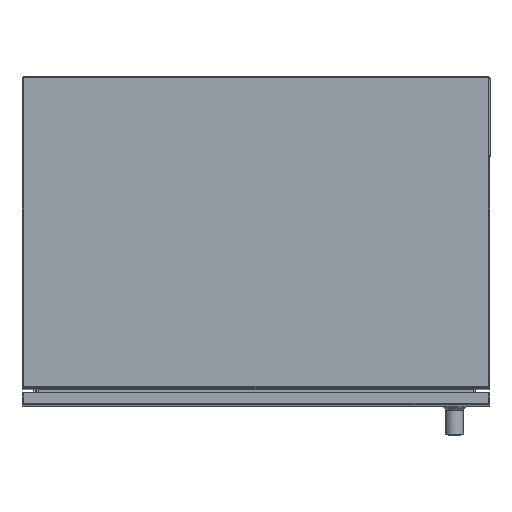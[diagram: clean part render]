
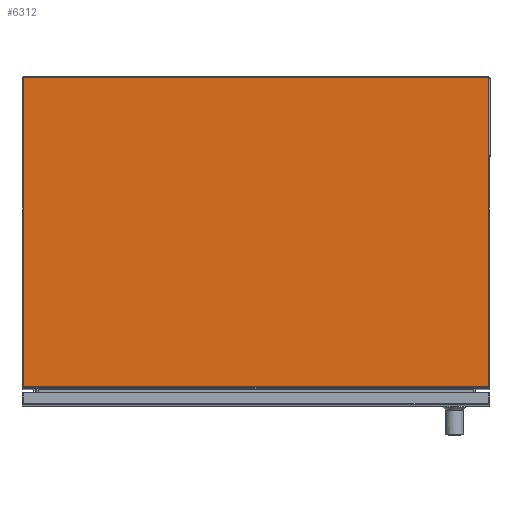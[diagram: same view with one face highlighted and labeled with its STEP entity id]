
A CAD part, top view. The second image highlights one B-rep face of the part: STEP entity #6312.
In plain terms, the highlighted planar face has unit normal (0, 0, 1).
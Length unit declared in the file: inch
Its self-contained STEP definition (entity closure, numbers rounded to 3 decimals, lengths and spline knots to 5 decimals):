
#291 = EDGE_LOOP ( 'NONE', ( #17244, #3739, #28468, #29770 ) ) ;
#1361 = VERTEX_POINT ( 'NONE', #15672 ) ;
#1826 = DIRECTION ( 'NONE',  ( -1., 0., 0. ) ) ;
#1998 = DIRECTION ( 'NONE',  ( 1., 0., 0. ) ) ;
#2203 = CARTESIAN_POINT ( 'NONE',  ( -79.856, -0.072, 21. ) ) ;
#2464 = VECTOR ( 'NONE', #1998, 39.37008 ) ;
#3620 = VECTOR ( 'NONE', #35454, 39.37008 ) ;
#3739 = ORIENTED_EDGE ( 'NONE', *, *, #15152, .T. ) ;
#4038 = CARTESIAN_POINT ( 'NONE',  ( -11.928, -0.072, 21. ) ) ;
#5264 = LINE ( 'NONE', #8313, #2464 ) ;
#5831 = VERTEX_POINT ( 'NONE', #18014 ) ;
#6312 = ADVANCED_FACE ( 'NONE', ( #34901 ), #31860, .T. ) ;
#6474 = CARTESIAN_POINT ( 'NONE',  ( -11.928, -0.072, 21. ) ) ;
#7524 = DIRECTION ( 'NONE',  ( 0., 0., 1. ) ) ;
#8313 = CARTESIAN_POINT ( 'NONE',  ( -79.856, -15.892, 21. ) ) ;
#10004 = DIRECTION ( 'NONE',  ( 0., -1., 0. ) ) ;
#12903 = CARTESIAN_POINT ( 'NONE',  ( 11.928, -0.072, 21. ) ) ;
#13267 = LINE ( 'NONE', #12903, #3620 ) ;
#15152 = EDGE_CURVE ( 'NONE', #1361, #22130, #26910, .T. ) ;
#15672 = CARTESIAN_POINT ( 'NONE',  ( 11.928, -0.072, 21. ) ) ;
#17244 = ORIENTED_EDGE ( 'NONE', *, *, #30616, .T. ) ;
#17564 = DIRECTION ( 'NONE',  ( 0., -1., 0. ) ) ;
#17794 = CARTESIAN_POINT ( 'NONE',  ( -79.856, -0.072, 21. ) ) ;
#18014 = CARTESIAN_POINT ( 'NONE',  ( 11.928, -15.892, 21. ) ) ;
#18669 = EDGE_CURVE ( 'NONE', #22130, #23300, #20789, .T. ) ;
#19759 = VECTOR ( 'NONE', #1826, 39.37008 ) ;
#20789 = LINE ( 'NONE', #4038, #31027 ) ;
#22033 = CARTESIAN_POINT ( 'NONE',  ( -11.928, -15.892, 21. ) ) ;
#22130 = VERTEX_POINT ( 'NONE', #6474 ) ;
#23300 = VERTEX_POINT ( 'NONE', #22033 ) ;
#26910 = LINE ( 'NONE', #2203, #19759 ) ;
#28468 = ORIENTED_EDGE ( 'NONE', *, *, #18669, .T. ) ;
#29168 = AXIS2_PLACEMENT_3D ( 'NONE', #17794, #7524, #10004 ) ;
#29770 = ORIENTED_EDGE ( 'NONE', *, *, #30372, .T. ) ;
#30372 = EDGE_CURVE ( 'NONE', #23300, #5831, #5264, .T. ) ;
#30616 = EDGE_CURVE ( 'NONE', #5831, #1361, #13267, .T. ) ;
#31027 = VECTOR ( 'NONE', #17564, 39.37008 ) ;
#31860 = PLANE ( 'NONE',  #29168 ) ;
#34901 = FACE_OUTER_BOUND ( 'NONE', #291, .T. ) ;
#35454 = DIRECTION ( 'NONE',  ( 0., 1., 0. ) ) ;
